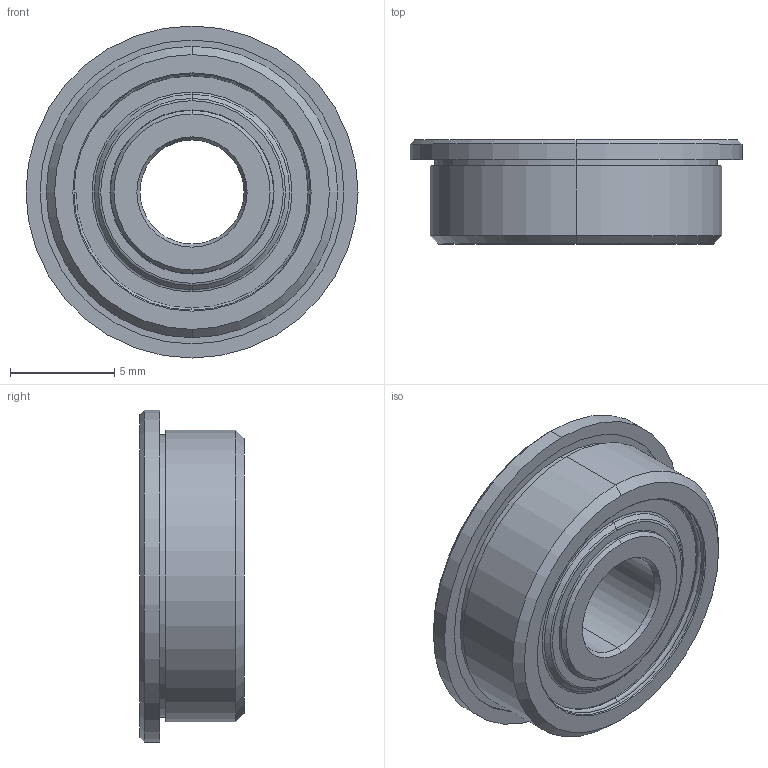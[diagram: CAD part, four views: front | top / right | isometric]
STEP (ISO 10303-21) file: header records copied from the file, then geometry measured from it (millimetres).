
FILE_DESCRIPTION(('Open CASCADE Model'),'2;1');
FILE_NAME('Open CASCADE Shape Model','2023-08-02T22:12:47',('Author'),( 'Open CASCADE'),'Open CASCADE STEP processor 7.7','Open CASCADE 7.7' ,'Unknown');
FILE_SCHEMA(('AUTOMOTIVE_DESIGN { 1 0 10303 214 1 1 1 1 }'));
Length unit declared in the file: millimetre
Products named in the file (5): Open CASCADE STEP translator 7.7 1; Open CASCADE STEP translator 7.7 1.1; Open CASCADE STEP translator 7.7 1.1.1; Open CASCADE STEP translator 7.7 1.1.2; Open CASCADE STEP translator 7.7 1.1.3
Assembly tree (4 placements, depth 3):
  Open CASCADE STEP translator 7.7 1
    Open CASCADE STEP translator 7.7 1.1
      Open CASCADE STEP translator 7.7 1.1.1
      Open CASCADE STEP translator 7.7 1.1.2
      Open CASCADE STEP translator 7.7 1.1.3
Bounding box: 15.95 x 5 x 15.95 mm (x, y, z)
Volume: 652.5 mm3; surface area: 839.4 mm2
Topology: 3 solids, 3 shells, 89 faces, 174 edges, 104 vertices
Faces by surface type: cylinder 26, cone 24, torus 20, plane 19
Entity records: 2386 total; most frequent: DIRECTION 486, CARTESIAN_POINT 372, ORIENTED_EDGE 348, AXIS2_PLACEMENT_3D 218, EDGE_CURVE 174, CIRCLE 124, FACE_BOUND 104, EDGE_LOOP 104
